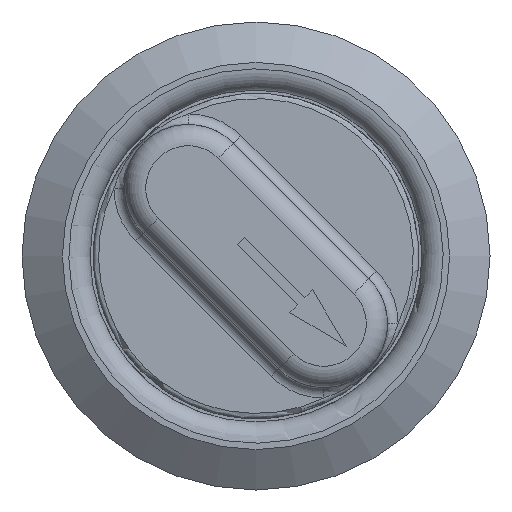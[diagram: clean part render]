
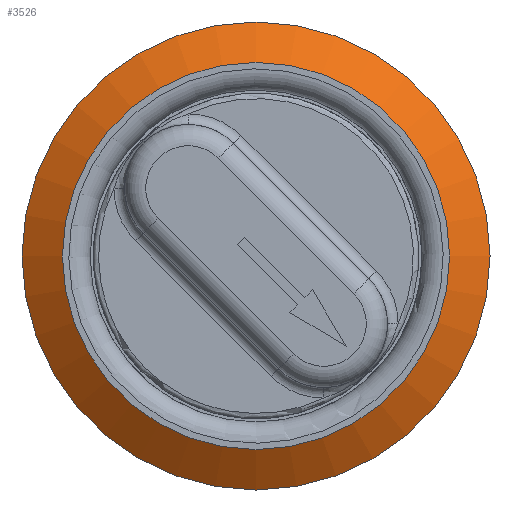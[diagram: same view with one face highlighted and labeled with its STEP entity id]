
A CAD part, left-side view. The second image highlights one B-rep face of the part: STEP entity #3526.
In plain terms, the highlighted conical face has half-angle 55.62 degrees and reference radius 10.05 mm.
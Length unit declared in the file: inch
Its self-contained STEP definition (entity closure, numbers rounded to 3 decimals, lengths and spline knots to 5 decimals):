
#16=CONICAL_SURFACE('',#3796,0.39567,0.971);
#168=CIRCLE('',#3780,0.35827);
#175=CIRCLE('',#3797,0.43307);
#176=CIRCLE('',#3798,0.43307);
#356=FACE_OUTER_BOUND('',#562,.T.);
#562=EDGE_LOOP('',(#2482,#2483,#2484,#2485,#2486));
#773=LINE('',#5238,#1112);
#1112=VECTOR('',#4215,0.39567);
#1472=VERTEX_POINT('',#5209);
#1478=VERTEX_POINT('',#5237);
#1479=VERTEX_POINT('',#5239);
#1851=EDGE_CURVE('',#1472,#1472,#168,.T.);
#1863=EDGE_CURVE('',#1472,#1478,#773,.T.);
#1864=EDGE_CURVE('',#1479,#1478,#175,.T.);
#1865=EDGE_CURVE('',#1478,#1479,#176,.T.);
#2482=ORIENTED_EDGE('',*,*,#1851,.F.);
#2483=ORIENTED_EDGE('',*,*,#1863,.T.);
#2484=ORIENTED_EDGE('',*,*,#1864,.F.);
#2485=ORIENTED_EDGE('',*,*,#1865,.F.);
#2486=ORIENTED_EDGE('',*,*,#1863,.F.);
#3526=ADVANCED_FACE('',(#356),#16,.T.);
#3780=AXIS2_PLACEMENT_3D('',#5210,#4176,#4177);
#3796=AXIS2_PLACEMENT_3D('',#5236,#4213,#4214);
#3797=AXIS2_PLACEMENT_3D('',#5240,#4216,#4217);
#3798=AXIS2_PLACEMENT_3D('',#5241,#4218,#4219);
#4176=DIRECTION('center_axis',(-1.,0.,0.));
#4177=DIRECTION('ref_axis',(0.,0.,1.));
#4213=DIRECTION('center_axis',(1.,0.,0.));
#4214=DIRECTION('ref_axis',(0.,0.,1.));
#4215=DIRECTION('',(0.565,0.,-0.825));
#4216=DIRECTION('center_axis',(1.,0.,0.));
#4217=DIRECTION('ref_axis',(0.,-1.,0.));
#4218=DIRECTION('center_axis',(1.,0.,0.));
#4219=DIRECTION('ref_axis',(0.,-1.,0.));
#5209=CARTESIAN_POINT('',(-0.07874,0.,-0.35827));
#5210=CARTESIAN_POINT('Origin',(-0.07874,0.,0.));
#5236=CARTESIAN_POINT('Origin',(-0.05315,0.,0.));
#5237=CARTESIAN_POINT('',(-0.02756,0.,-0.43307));
#5238=CARTESIAN_POINT('',(-0.05315,0.,-0.39567));
#5239=CARTESIAN_POINT('',(-0.02756,0.43307,0.));
#5240=CARTESIAN_POINT('Origin',(-0.02756,0.,0.));
#5241=CARTESIAN_POINT('Origin',(-0.02756,0.,0.));
